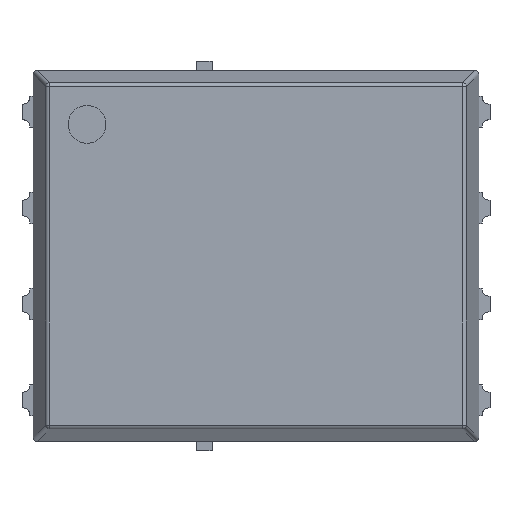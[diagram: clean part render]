
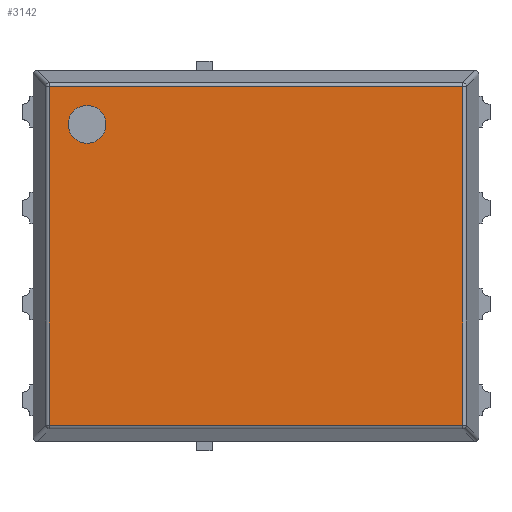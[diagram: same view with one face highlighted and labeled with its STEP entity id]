
A CAD part, top view. The second image highlights one B-rep face of the part: STEP entity #3142.
In plain terms, the highlighted planar face has unit normal (0, 0, 1).
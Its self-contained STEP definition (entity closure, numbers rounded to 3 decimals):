
#91=LINE('',#4632,#465);
#97=LINE('',#4651,#471);
#99=LINE('',#4654,#473);
#103=LINE('',#4660,#477);
#465=VECTOR('',#3733,5.469);
#471=VECTOR('',#3755,5.469);
#473=VECTOR('',#3759,4.479);
#477=VECTOR('',#3767,4.479);
#789=PLANE('',#3368);
#898=FACE_BOUND('',#1109,.T.);
#941=FACE_OUTER_BOUND('',#1108,.T.);
#1108=EDGE_LOOP('',(#2284,#2285,#2286,#2287));
#1109=EDGE_LOOP('',(#2288));
#1234=CIRCLE('',#3270,0.25);
#1312=VERTEX_POINT('',#4416);
#1389=VERTEX_POINT('',#4610);
#1392=VERTEX_POINT('',#4617);
#1395=VERTEX_POINT('',#4624);
#1399=VERTEX_POINT('',#4638);
#1614=EDGE_CURVE('',#1312,#1312,#1234,.T.);
#1719=EDGE_CURVE('',#1395,#1389,#91,.T.);
#1729=EDGE_CURVE('',#1392,#1399,#97,.T.);
#1731=EDGE_CURVE('',#1399,#1395,#99,.T.);
#1735=EDGE_CURVE('',#1389,#1392,#103,.T.);
#2284=ORIENTED_EDGE('',*,*,#1729,.F.);
#2285=ORIENTED_EDGE('',*,*,#1735,.F.);
#2286=ORIENTED_EDGE('',*,*,#1719,.F.);
#2287=ORIENTED_EDGE('',*,*,#1731,.F.);
#2288=ORIENTED_EDGE('',*,*,#1614,.T.);
#3142=ADVANCED_FACE('',(#941,#898),#789,.T.);
#3270=AXIS2_PLACEMENT_3D('',#4417,#3530,#3531);
#3368=AXIS2_PLACEMENT_3D('',#4706,#3814,#3815);
#3530=DIRECTION('center_axis',(0.,0.,-1.));
#3531=DIRECTION('ref_axis',(0.,-1.,0.));
#3733=DIRECTION('',(-1.,0.,0.));
#3755=DIRECTION('',(1.,0.,0.));
#3759=DIRECTION('',(0.,-1.,0.));
#3767=DIRECTION('',(0.,1.,0.));
#3814=DIRECTION('center_axis',(0.,0.,1.));
#3815=DIRECTION('ref_axis',(1.,0.,0.));
#4416=CARTESIAN_POINT('',(-2.234,1.989,1.09));
#4417=CARTESIAN_POINT('Origin',(-2.234,1.739,1.09));
#4610=CARTESIAN_POINT('',(-2.734,-2.239,1.09));
#4617=CARTESIAN_POINT('',(-2.734,2.239,1.09));
#4624=CARTESIAN_POINT('',(2.734,-2.239,1.09));
#4632=CARTESIAN_POINT('',(-0.736,-2.239,1.09));
#4638=CARTESIAN_POINT('',(2.734,2.239,1.09));
#4651=CARTESIAN_POINT('',(0.736,2.239,1.09));
#4654=CARTESIAN_POINT('',(2.734,-0.613,1.09));
#4660=CARTESIAN_POINT('',(-2.734,0.612,1.09));
#4706=CARTESIAN_POINT('Origin',(0.,0.,
1.09));
